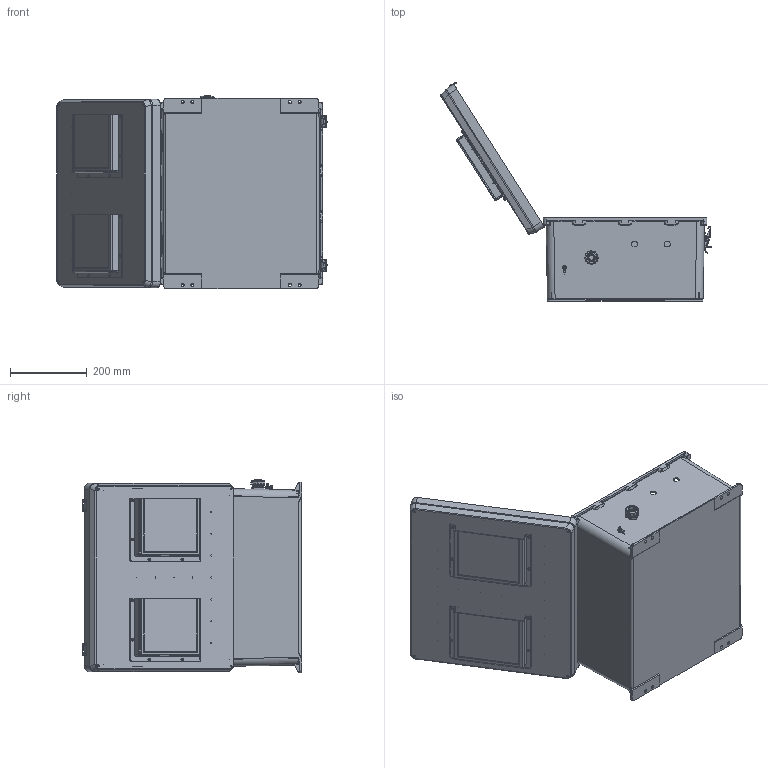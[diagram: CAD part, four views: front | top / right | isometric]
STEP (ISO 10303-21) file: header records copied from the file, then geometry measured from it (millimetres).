
FILE_DESCRIPTION (( 'STEP AP214' ), '1' );
FILE_NAME ('TEF181608-03V.STEP', '2019-05-09T14:53:12', ( '' ), ( '' ), 'SwSTEP 2.0', 'SolidWorks 2018', '' );
FILE_SCHEMA (( 'AUTOMOTIVE_DESIGN' ));
Length unit declared in the file: inch
Products named in the file (20): TEF181608-03V; XFS-0023_92470A148; XFR-0005; Fan Screen-120x120 ALUM; NEMA_18_GroundWire; NB181608-DoorClasp-2; NB181608-Box; XC-0003; XFN-0002; XFN-0003; XFW-0002; XFS-0026; XCT-0010; XM220-01-UL; NB181608-DoorClasp-1; XFS-0017; XCT-0005; XCT-0011; NB181608-Hinge; NB181608-Lid-Vented
Assembly tree (50 placements, depth 2):
  TEF181608-03V
    NB181608-Box
    NB181608-Hinge  x2
    NB181608-Lid-Vented
    NB181608-DoorClasp-1  x2
    NB181608-DoorClasp-2  x2
    XFS-0017
    XCT-0011
    XCT-0010
    XFN-0003  x2
    XC-0003
    XCT-0005
    XFW-0002
    XFS-0026
    NEMA_18_GroundWire
    XM220-01-UL  x2
    XFN-0002  x8
    Fan Screen-120x120 ALUM  x2
    XFR-0005  x12
    XFS-0023_92470A148  x8
Bounding box: 703.32 x 571.16 x 502.84 mm (x, y, z)
Volume: 3243893.2 mm3; surface area: 2039490 mm2
Topology: 56 solids, 57 shells, 5082 faces, 13900 edges, 8927 vertices
Faces by surface type: cylinder 2676, plane 1336, cone 475, bspline 336, torus 239, sphere 20
Entity records: 121066 total; most frequent: CARTESIAN_POINT 39964, ORIENTED_EDGE 15500, DIRECTION 14531, EDGE_CURVE 7750, AXIS2_PLACEMENT_3D 5510, VERTEX_POINT 4915, EDGE_LOOP 3699, LINE 3511
